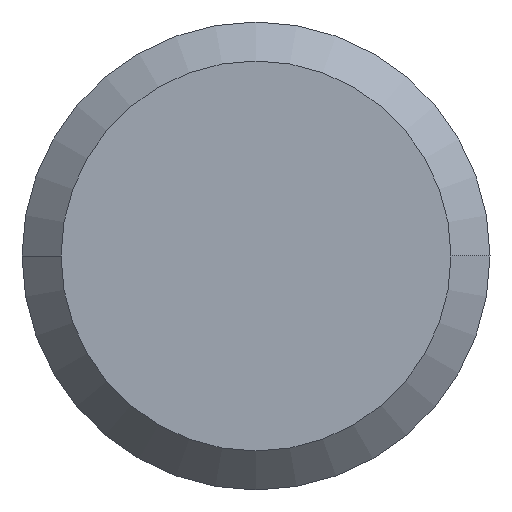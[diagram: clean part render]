
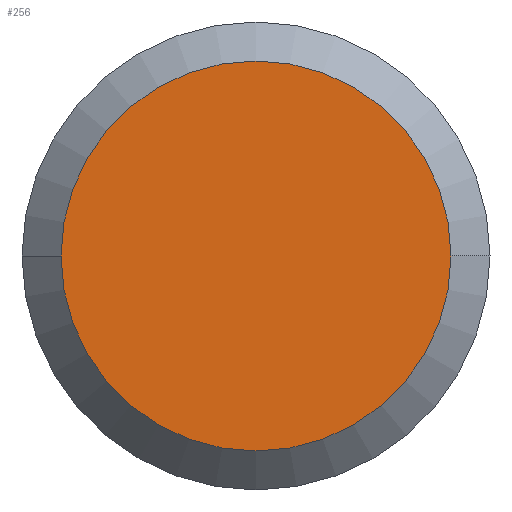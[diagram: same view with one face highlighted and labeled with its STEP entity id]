
A CAD part, left-side view. The second image highlights one B-rep face of the part: STEP entity #256.
In plain terms, the highlighted planar face has unit normal (-1, 0, 0).
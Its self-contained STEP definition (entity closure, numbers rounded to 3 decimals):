
#16 = ORIENTED_EDGE ( 'NONE', *, *, #19, .F. ) ;
#19 = EDGE_CURVE ( 'NONE', #263, #155, #226, .T. ) ;
#25 = EDGE_CURVE ( 'NONE', #155, #263, #110, .T. ) ;
#96 = EDGE_LOOP ( 'NONE', ( #16, #253 ) ) ;
#110 = CIRCLE ( 'NONE', #298, 2.5 ) ;
#155 = VERTEX_POINT ( 'NONE', #335 ) ;
#165 = FACE_OUTER_BOUND ( 'NONE', #96, .T. ) ;
#186 = CARTESIAN_POINT ( 'NONE',  ( -68., 0., 0. ) ) ;
#188 = DIRECTION ( 'NONE',  ( -1., 0., 0. ) ) ;
#215 = CARTESIAN_POINT ( 'NONE',  ( -68., 0., 0. ) ) ;
#226 = CIRCLE ( 'NONE', #258, 2.5 ) ;
#243 = DIRECTION ( 'NONE',  ( 1., 0., 0. ) ) ;
#253 = ORIENTED_EDGE ( 'NONE', *, *, #25, .F. ) ;
#256 = ADVANCED_FACE ( 'NONE', ( #165 ), #384, .T. ) ;
#258 = AXIS2_PLACEMENT_3D ( 'NONE', #215, #243, #459 ) ;
#263 = VERTEX_POINT ( 'NONE', #321 ) ;
#298 = AXIS2_PLACEMENT_3D ( 'NONE', #463, #318, #343 ) ;
#318 = DIRECTION ( 'NONE',  ( 1., 0., 0. ) ) ;
#321 = CARTESIAN_POINT ( 'NONE',  ( -68., 2.5, 0. ) ) ;
#335 = CARTESIAN_POINT ( 'NONE',  ( -68., -2.5, 0. ) ) ;
#343 = DIRECTION ( 'NONE',  ( 0., 1., 0. ) ) ;
#346 = AXIS2_PLACEMENT_3D ( 'NONE', #186, #188, #419 ) ;
#384 = PLANE ( 'NONE',  #346 ) ;
#419 = DIRECTION ( 'NONE',  ( 0., -1., 0. ) ) ;
#459 = DIRECTION ( 'NONE',  ( 0., 1., 0. ) ) ;
#463 = CARTESIAN_POINT ( 'NONE',  ( -68., 0., 0. ) ) ;
